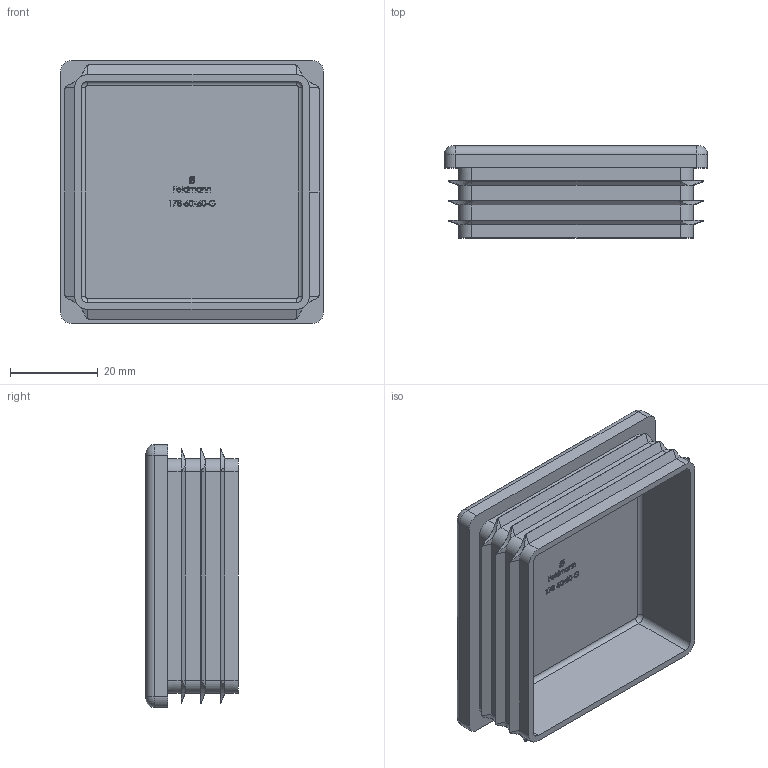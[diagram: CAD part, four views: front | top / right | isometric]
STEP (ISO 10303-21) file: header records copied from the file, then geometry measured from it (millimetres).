
FILE_DESCRIPTION (( 'STEP AP203' ), '1' );
FILE_NAME ('178-60x60-G.step', '2021-01-22T12:47:12', ( '' ), ( '' ), 'SwSTEP 2.0', 'SolidWorks 2018', '' );
FILE_SCHEMA (( 'CONFIG_CONTROL_DESIGN' ));
Length unit declared in the file: millimetre
Products named in the file (2): 178-60x60-G
Bounding box: 60 x 21 x 60 mm (x, y, z)
Volume: 23439.9 mm3; surface area: 16844.3 mm2
Topology: 1 solids, 1 shells, 472 faces, 1247 edges, 808 vertices
Faces by surface type: plane 227, bspline 130, cylinder 83, cone 24, torus 8
Entity records: 21489 total; most frequent: CARTESIAN_POINT 10675, ORIENTED_EDGE 2494, DIRECTION 1726, EDGE_CURVE 1247, VERTEX_POINT 808, VECTOR 696, LINE 696, AXIS2_PLACEMENT_3D 515
